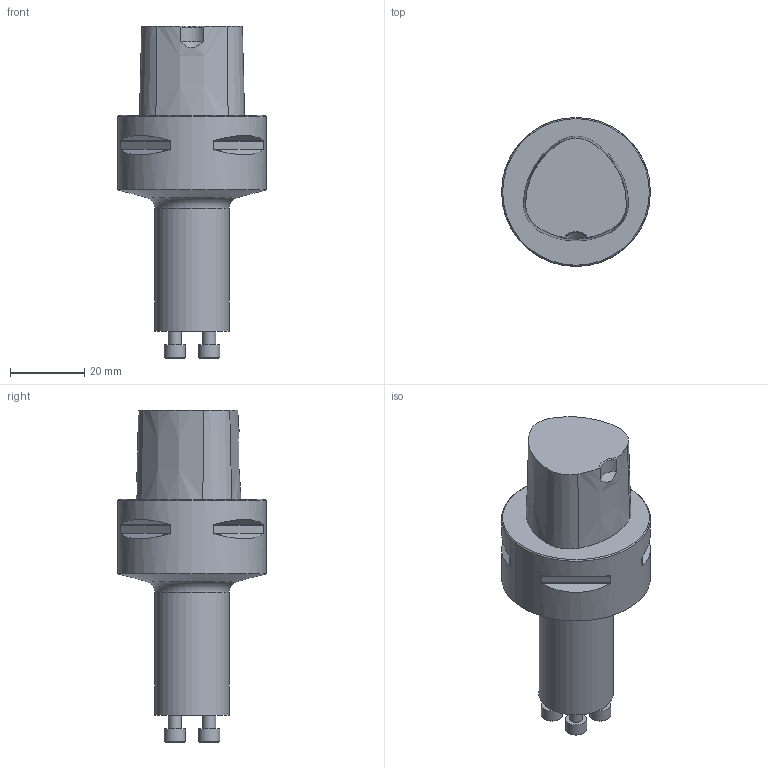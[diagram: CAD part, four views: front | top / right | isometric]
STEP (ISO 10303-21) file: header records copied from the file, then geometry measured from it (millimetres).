
FILE_DESCRIPTION(/* description */ (''),/* implementation_level */ '2;1');
FILE_NAME(/* name */ 'toolcomp_1.stp',/* time_stamp */ '2019-08-14T12:44:11+02:00',/* author */ (''),/* organization */ ('SMS'),/* preprocessor_version */ 'ST-DEVELOPER v15',/* originating_system */ 'SIEMENS PLM Software NX 8.5',/* authorisation */ '');
FILE_SCHEMA (('AUTOMOTIVE_DESIGN { 1 0 10303 214 3 1 1 1 }'));
Length unit declared in the file: millimetre
Products named in the file (1): TOOLCOMP_1
Bounding box: 40 x 40 x 89.2 mm (x, y, z)
Volume: 52327.6 mm3; surface area: 9962.6 mm2
Topology: 1 solids, 1 shells, 109 faces, 254 edges, 162 vertices
Faces by surface type: plane 71, cylinder 19, cone 18, torus 1
Full cylindrical faces by diameter (mm): 3.505 x4, 5.7 x4, 20 x1, 40 x1
Entity records: 3167 total; most frequent: CARTESIAN_POINT 749, DIRECTION 500, ORIENTED_EDGE 442, EDGE_CURVE 221, AXIS2_PLACEMENT_3D 187, VERTEX_POINT 152, EDGE_LOOP 143, LINE 126
